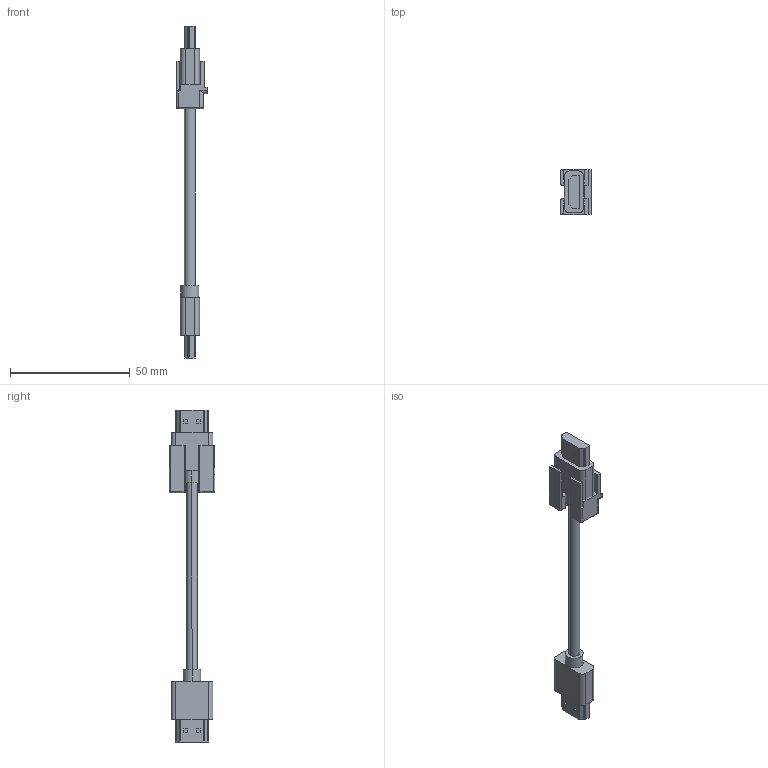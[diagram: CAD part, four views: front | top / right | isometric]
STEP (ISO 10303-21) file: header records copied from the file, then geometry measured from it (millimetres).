
FILE_DESCRIPTION(('Creo Elements/Direct Modeling STEP Export'),'2;1');
FILE_NAME('0ln7uvk5bf50h235516','2021-06-30T10:02:08',(''),(''),'Creo Elements/Direct Modeling STEP processor for AP214 (Solid Model)','Creo Elements/Direct Modeling 20.1B 02-Apr-2019 (C) Parametric Technology GmbH','');
FILE_SCHEMA(('AUTOMOTIVE_DESIGN { 1 0 10303 214 1 1 1 1 }'));
Length unit declared in the file: millimetre
Products named in the file (4): CW_5_MIAM; CABLE_CLAMP
Assembly tree (2 placements, depth 2):
  CW_5_MIAM
    CW_5_MIAM
  CABLE_CLAMP
    CABLE_CLAMP
Bounding box: 12.6 x 19 x 138.6 mm (x, y, z)
Volume: 8949.7 mm3; surface area: 5851.3 mm2
Topology: 2 solids, 2 shells, 154 faces, 402 edges, 258 vertices
Faces by surface type: plane 100, cylinder 47, sphere 4, torus 3
Entity records: 5223 total; most frequent: CARTESIAN_POINT 858, DIRECTION 798, ORIENTED_EDGE 796, EDGE_CURVE 398, VECTOR 294, LINE 294, VERTEX_POINT 258, AXIS2_PLACEMENT_3D 252
